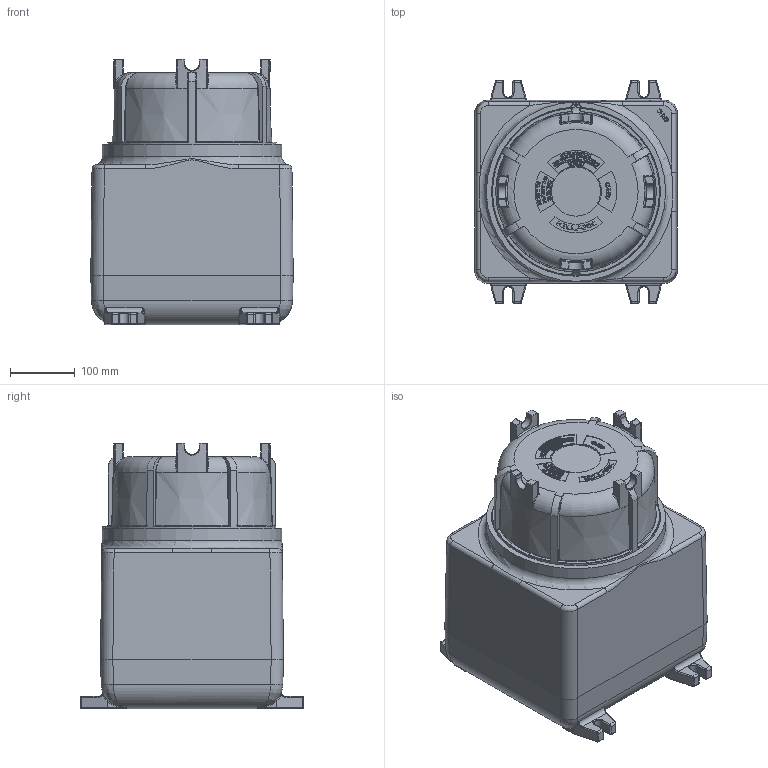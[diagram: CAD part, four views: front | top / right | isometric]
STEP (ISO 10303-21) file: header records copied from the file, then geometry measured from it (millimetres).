
FILE_DESCRIPTION(/* description */ ('GRHC BOX WITH 4GRHCD DOME COVER'),/* implementation_level */ '2;1');
FILE_NAME(/* name */ 'KIL_4GRHC.stp',/* time_stamp */ '2017-12-20T19:33:35+05:00',/* author */ ('ypadmaraja'),/* organization */ (''),/* preprocessor_version */ 'ST-DEVELOPER v16.13',/* originating_system */ 'Autodesk Inventor 2018',/* authorisation */ '');
FILE_SCHEMA (('AUTOMOTIVE_DESIGN { 1 0 10303 214 3 1 1 }'));
Products named in the file (3): 4GRHC; 17816; 17815
Assembly tree (2 placements, depth 2):
  4GRHC
    17816
    17815
Bounding box: 313.55 x 346.07 x 411.16 mm (x, y, z)
Volume: 9336084.5 mm3; surface area: 1095565.8 mm2
Topology: 2 solids, 2 shells, 3523 faces, 9342 edges, 6070 vertices
Faces by surface type: plane 1943, bspline 1176, cylinder 250, torus 70, sphere 62, cone 22
Full cylindrical faces by diameter (mm): 2.184 x8, 3.683 x1, 3.962 x1, 76.2 x1, 239.712 x1, 245.281 x1, 249.225 x1, 261.925 x1, 277.812 x1
Entity records: 120899 total; most frequent: CARTESIAN_POINT 41059, ORIENTED_EDGE 18554, DIRECTION 12548, EDGE_CURVE 9277, LINE 6178, VECTOR 6178, VERTEX_POINT 6051, EDGE_LOOP 3818
